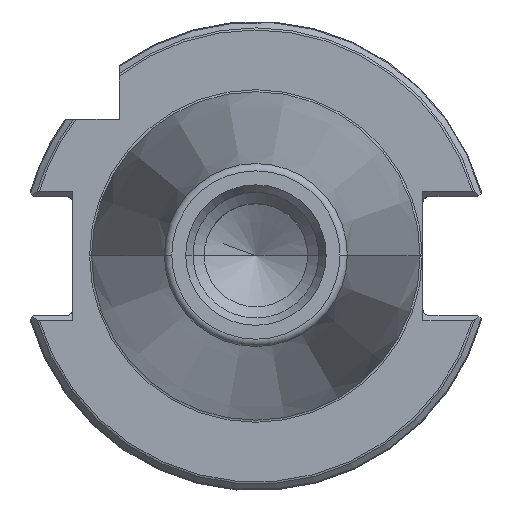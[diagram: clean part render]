
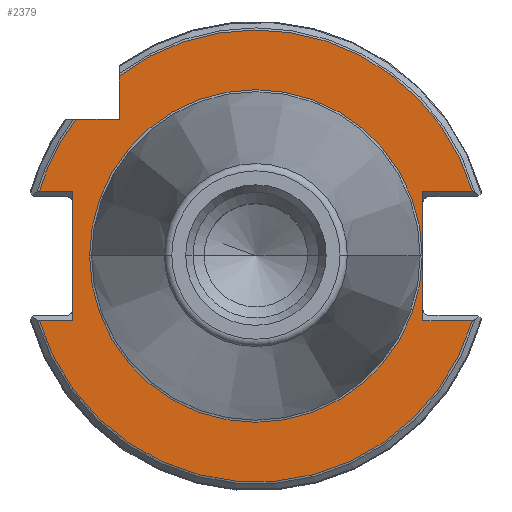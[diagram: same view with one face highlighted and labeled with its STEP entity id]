
A CAD part, top view. The second image highlights one B-rep face of the part: STEP entity #2379.
In plain terms, the highlighted planar face has unit normal (0, 0, 1).
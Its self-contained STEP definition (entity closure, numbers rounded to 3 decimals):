
#31 = LINE ( 'NONE', #735, #2763 ) ;
#68 = DIRECTION ( 'NONE',  ( -1., 0., 0. ) ) ;
#98 = DIRECTION ( 'NONE',  ( 0., 0., 1. ) ) ;
#107 = ORIENTED_EDGE ( 'NONE', *, *, #1869, .T. ) ;
#125 = CARTESIAN_POINT ( 'NONE',  ( -18.5, 24.355, -3.2 ) ) ;
#173 = CARTESIAN_POINT ( 'NONE',  ( 0., -8.75, -3.2 ) ) ;
#196 = DIRECTION ( 'NONE',  ( 0., 0., 1. ) ) ;
#296 = EDGE_CURVE ( 'NONE', #2873, #1747, #2944, .T. ) ;
#325 = CARTESIAN_POINT ( 'NONE',  ( -24.8, 8.75, -3.2 ) ) ;
#375 = EDGE_CURVE ( 'NONE', #396, #2954, #598, .T. ) ;
#391 = VECTOR ( 'NONE', #952, 1000. ) ;
#396 = VERTEX_POINT ( 'NONE', #3236 ) ;
#447 = CARTESIAN_POINT ( 'NONE',  ( 29.306, 8.75, -3.2 ) ) ;
#459 = DIRECTION ( 'NONE',  ( 1., 0., 0. ) ) ;
#493 = CARTESIAN_POINT ( 'NONE',  ( -24.8, -8.05, -3.2 ) ) ;
#560 = DIRECTION ( 'NONE',  ( 0., 0., 1. ) ) ;
#598 = LINE ( 'NONE', #1914, #2629 ) ;
#613 = ORIENTED_EDGE ( 'NONE', *, *, #2232, .T. ) ;
#661 = CIRCLE ( 'NONE', #2821, 22.5 ) ;
#685 = DIRECTION ( 'NONE',  ( 1., 0., 0. ) ) ;
#714 = CARTESIAN_POINT ( 'NONE',  ( 0., 8.75, -3.2 ) ) ;
#725 = AXIS2_PLACEMENT_3D ( 'NONE', #1675, #98, #1949 ) ;
#735 = CARTESIAN_POINT ( 'NONE',  ( 0., 18.5, -3.2 ) ) ;
#784 = VERTEX_POINT ( 'NONE', #2838 ) ;
#815 = ORIENTED_EDGE ( 'NONE', *, *, #2465, .T. ) ;
#874 = AXIS2_PLACEMENT_3D ( 'NONE', #1775, #196, #2042 ) ;
#888 = VERTEX_POINT ( 'NONE', #3420 ) ;
#909 = CIRCLE ( 'NONE', #874, 30.584 ) ;
#934 = ORIENTED_EDGE ( 'NONE', *, *, #1239, .T. ) ;
#952 = DIRECTION ( 'NONE',  ( 0., 1., 0. ) ) ;
#1003 = CARTESIAN_POINT ( 'NONE',  ( 22.6, -8.75, -3.2 ) ) ;
#1078 = LINE ( 'NONE', #2005, #391 ) ;
#1088 = AXIS2_PLACEMENT_3D ( 'NONE', #1730, #2262, #685 ) ;
#1104 = EDGE_CURVE ( 'NONE', #2842, #2999, #2199, .T. ) ;
#1194 = CARTESIAN_POINT ( 'NONE',  ( -24.355, 18.5, -3.2 ) ) ;
#1210 = VERTEX_POINT ( 'NONE', #1194 ) ;
#1216 = DIRECTION ( 'NONE',  ( -1., 0., 0. ) ) ;
#1218 = LINE ( 'NONE', #714, #3241 ) ;
#1228 = LINE ( 'NONE', #3253, #1312 ) ;
#1239 = EDGE_CURVE ( 'NONE', #1925, #888, #1078, .T. ) ;
#1265 = EDGE_LOOP ( 'NONE', ( #3065, #1750 ) ) ;
#1289 = CARTESIAN_POINT ( 'NONE',  ( 0., 0., -3.2 ) ) ;
#1312 = VECTOR ( 'NONE', #1406, 1000. ) ;
#1328 = EDGE_CURVE ( 'NONE', #1598, #3068, #1699, .T. ) ;
#1393 = EDGE_CURVE ( 'NONE', #396, #3068, #1450, .T. ) ;
#1406 = DIRECTION ( 'NONE',  ( 0., -1., 0. ) ) ;
#1441 = DIRECTION ( 'NONE',  ( 0., 0., 1. ) ) ;
#1450 = LINE ( 'NONE', #493, #2239 ) ;
#1477 = ORIENTED_EDGE ( 'NONE', *, *, #2851, .T. ) ;
#1561 = DIRECTION ( 'NONE',  ( 1., 0., 0. ) ) ;
#1564 = ORIENTED_EDGE ( 'NONE', *, *, #2732, .T. ) ;
#1598 = VERTEX_POINT ( 'NONE', #2436 ) ;
#1613 = AXIS2_PLACEMENT_3D ( 'NONE', #2138, #560, #2406 ) ;
#1615 = VECTOR ( 'NONE', #459, 1000. ) ;
#1675 = CARTESIAN_POINT ( 'NONE',  ( 0., 0., -3.2 ) ) ;
#1699 = LINE ( 'NONE', #3343, #1615 ) ;
#1730 = CARTESIAN_POINT ( 'NONE',  ( 0., 0., -3.2 ) ) ;
#1747 = VERTEX_POINT ( 'NONE', #125 ) ;
#1750 = ORIENTED_EDGE ( 'NONE', *, *, #1953, .F. ) ;
#1768 = LINE ( 'NONE', #173, #2388 ) ;
#1775 = CARTESIAN_POINT ( 'NONE',  ( 0., 0., -3.2 ) ) ;
#1869 = EDGE_CURVE ( 'NONE', #1210, #1598, #909, .T. ) ;
#1914 = CARTESIAN_POINT ( 'NONE',  ( -29.506, -8.75, -3.2 ) ) ;
#1915 = EDGE_LOOP ( 'NONE', ( #815, #107, #2111, #3201, #2597, #1564, #1477, #934, #2008, #3171, #613 ) ) ;
#1925 = VERTEX_POINT ( 'NONE', #1003 ) ;
#1949 = DIRECTION ( 'NONE',  ( 1., 0., 0. ) ) ;
#1953 = EDGE_CURVE ( 'NONE', #2999, #2842, #661, .T. ) ;
#2005 = CARTESIAN_POINT ( 'NONE',  ( 22.6, -8.05, -3.2 ) ) ;
#2008 = ORIENTED_EDGE ( 'NONE', *, *, #3359, .T. ) ;
#2018 = CIRCLE ( 'NONE', #2104, 30.584 ) ;
#2039 = DIRECTION ( 'NONE',  ( 1., 0., 0. ) ) ;
#2042 = DIRECTION ( 'NONE',  ( 1., 0., 0. ) ) ;
#2076 = DIRECTION ( 'NONE',  ( 0., 1., 0. ) ) ;
#2104 = AXIS2_PLACEMENT_3D ( 'NONE', #3015, #1441, #3284 ) ;
#2111 = ORIENTED_EDGE ( 'NONE', *, *, #1328, .T. ) ;
#2138 = CARTESIAN_POINT ( 'NONE',  ( 0., 0., -3.2 ) ) ;
#2199 = CIRCLE ( 'NONE', #725, 22.5 ) ;
#2232 = EDGE_CURVE ( 'NONE', #1747, #784, #1228, .T. ) ;
#2239 = VECTOR ( 'NONE', #2076, 1000. ) ;
#2262 = DIRECTION ( 'NONE',  ( 0., 0., 1. ) ) ;
#2277 = CARTESIAN_POINT ( 'NONE',  ( 22.5, 0., -3.2 ) ) ;
#2379 = ADVANCED_FACE ( 'NONE', ( #2392, #2998 ), #2494, .T. ) ;
#2388 = VECTOR ( 'NONE', #1216, 1000. ) ;
#2392 = FACE_OUTER_BOUND ( 'NONE', #1915, .T. ) ;
#2406 = DIRECTION ( 'NONE',  ( 1., 0., 0. ) ) ;
#2411 = CARTESIAN_POINT ( 'NONE',  ( -22.5, 0., -3.2 ) ) ;
#2436 = CARTESIAN_POINT ( 'NONE',  ( -29.306, 8.75, -3.2 ) ) ;
#2465 = EDGE_CURVE ( 'NONE', #784, #1210, #31, .T. ) ;
#2470 = VERTEX_POINT ( 'NONE', #2843 ) ;
#2494 = PLANE ( 'NONE',  #1088 ) ;
#2597 = ORIENTED_EDGE ( 'NONE', *, *, #375, .T. ) ;
#2629 = VECTOR ( 'NONE', #68, 1000. ) ;
#2732 = EDGE_CURVE ( 'NONE', #2954, #2470, #2018, .T. ) ;
#2763 = VECTOR ( 'NONE', #2828, 1000. ) ;
#2821 = AXIS2_PLACEMENT_3D ( 'NONE', #1289, #3139, #1561 ) ;
#2828 = DIRECTION ( 'NONE',  ( -1., 0., 0. ) ) ;
#2838 = CARTESIAN_POINT ( 'NONE',  ( -18.5, 18.5, -3.2 ) ) ;
#2842 = VERTEX_POINT ( 'NONE', #2277 ) ;
#2843 = CARTESIAN_POINT ( 'NONE',  ( 29.306, -8.75, -3.2 ) ) ;
#2851 = EDGE_CURVE ( 'NONE', #2470, #1925, #1768, .T. ) ;
#2873 = VERTEX_POINT ( 'NONE', #447 ) ;
#2944 = CIRCLE ( 'NONE', #1613, 30.584 ) ;
#2954 = VERTEX_POINT ( 'NONE', #3125 ) ;
#2998 = FACE_BOUND ( 'NONE', #1265, .T. ) ;
#2999 = VERTEX_POINT ( 'NONE', #2411 ) ;
#3015 = CARTESIAN_POINT ( 'NONE',  ( 0., 0., -3.2 ) ) ;
#3065 = ORIENTED_EDGE ( 'NONE', *, *, #1104, .F. ) ;
#3068 = VERTEX_POINT ( 'NONE', #325 ) ;
#3125 = CARTESIAN_POINT ( 'NONE',  ( -29.306, -8.75, -3.2 ) ) ;
#3139 = DIRECTION ( 'NONE',  ( 0., 0., 1. ) ) ;
#3171 = ORIENTED_EDGE ( 'NONE', *, *, #296, .T. ) ;
#3201 = ORIENTED_EDGE ( 'NONE', *, *, #1393, .F. ) ;
#3236 = CARTESIAN_POINT ( 'NONE',  ( -24.8, -8.75, -3.2 ) ) ;
#3241 = VECTOR ( 'NONE', #2039, 1000. ) ;
#3253 = CARTESIAN_POINT ( 'NONE',  ( -18.5, 0., -3.2 ) ) ;
#3284 = DIRECTION ( 'NONE',  ( 1., 0., 0. ) ) ;
#3343 = CARTESIAN_POINT ( 'NONE',  ( -24.8, 8.75, -3.2 ) ) ;
#3359 = EDGE_CURVE ( 'NONE', #888, #2873, #1218, .T. ) ;
#3420 = CARTESIAN_POINT ( 'NONE',  ( 22.6, 8.75, -3.2 ) ) ;
